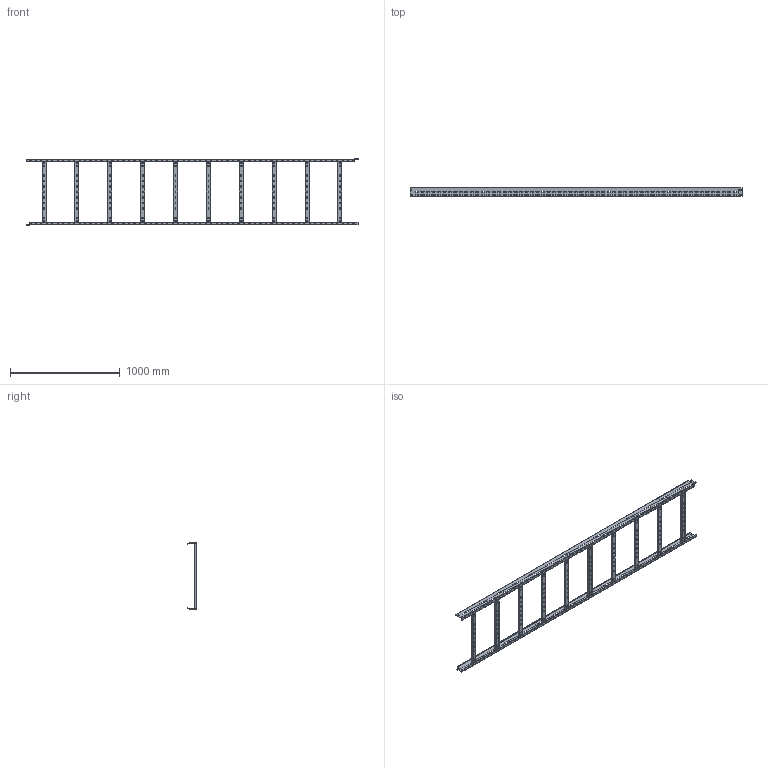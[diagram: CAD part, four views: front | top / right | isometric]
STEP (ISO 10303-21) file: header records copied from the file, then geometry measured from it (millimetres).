
FILE_DESCRIPTION (( 'STEP AP203' ), '1' );
FILE_NAME ('LLK1-080-600 Ëîòîê ëåñòíè÷íûé 80õ600õ3000, 1,2 ìì.STEP', '2016-02-11T11:39:04', ( '' ), ( '' ), 'SwSTEP 2.0', 'SolidWorks 2014', '' );
FILE_SCHEMA (( 'CONFIG_CONTROL_DESIGN' ));
Products named in the file (1): LLK1-080-600 Ëîòîê ëåñòíè÷íûé 80õ600õ3000, 1,2 ìì
Bounding box: 3030 x 80 x 602.4 mm (x, y, z)
Volume: 1339081.9 mm3; surface area: 2067232.8 mm2
Topology: 1 solids, 1 shells, 2036 faces, 6154 edges, 4102 vertices
Faces by surface type: plane 1088, cylinder 948
Entity records: 71447 total; most frequent: ORIENTED_EDGE 12308, CARTESIAN_POINT 12293, DIRECTION 12124, EDGE_CURVE 6154, LINE 4258, VECTOR 4258, VERTEX_POINT 4102, AXIS2_PLACEMENT_3D 3933
